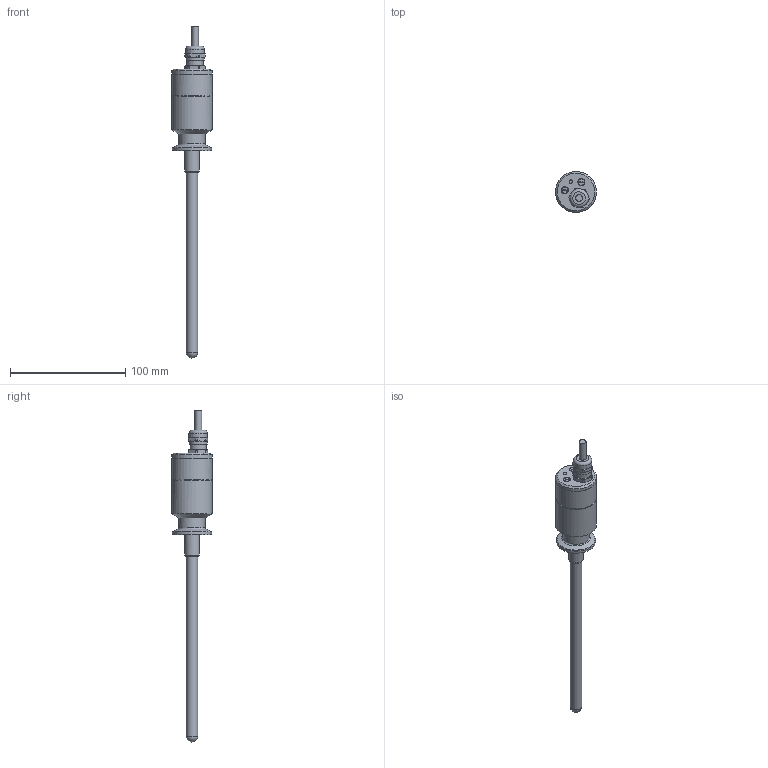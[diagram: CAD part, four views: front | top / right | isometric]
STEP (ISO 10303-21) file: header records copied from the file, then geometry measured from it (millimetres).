
FILE_DESCRIPTION(/* description */ ('Unknown'),/* implementation_level */ '2;1');
FILE_NAME(/* name */ 'DLS-27N-21-D-_-_-Cl34_E180',/* time_stamp */ '2024-06-13T09:45:25+02:00',/* author */ ('Unknown'),/* organization */ ('Unknown'),/* preprocessor_version */ 'ST-DEVELOPER v18.1',/* originating_system */ 'Solid Edge',/* authorisation */ 'Unknown');
FILE_SCHEMA (('AUTOMOTIVE_DESIGN {1 0 10303 214 3 1 1}'));
Length unit declared in the file: millimetre
Products named in the file (1): DLS-27_N-21-D-_-_-Cl34_E100
Bounding box: 35.5 x 35.5 x 288 mm (x, y, z)
Volume: 79862.3 mm3; surface area: 17765.8 mm2
Topology: 1 solids, 5 shells, 191 faces, 475 edges, 311 vertices
Faces by surface type: plane 104, cylinder 47, cone 33, torus 6, sphere 1
Full cylindrical faces by diameter (mm): 1 x2, 3 x2, 4 x2, 4.134 x2, 5 x1, 6 x4, 6.1 x2, 10 x1, 13 x1, 14 x1, 15.68 x1, 15.98 x1, 23 x1, 34 x1, 34.8 x1, 35.5 x2
Entity records: 6538 total; most frequent: CARTESIAN_POINT 959, DIRECTION 883, ORIENTED_EDGE 788, EDGE_CURVE 394, AXIS2_PLACEMENT_3D 328, VERTEX_POINT 280, FACE_BOUND 258, EDGE_LOOP 256
